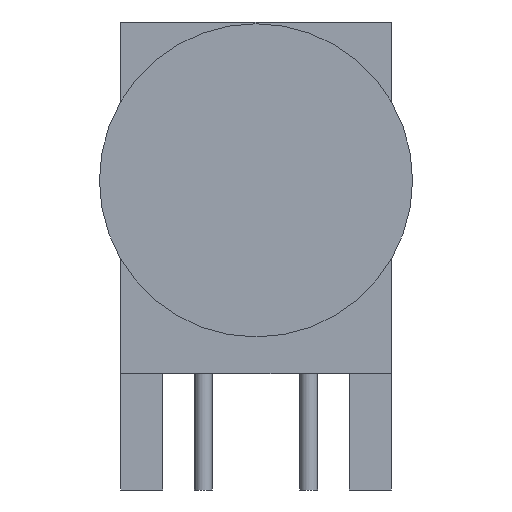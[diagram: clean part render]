
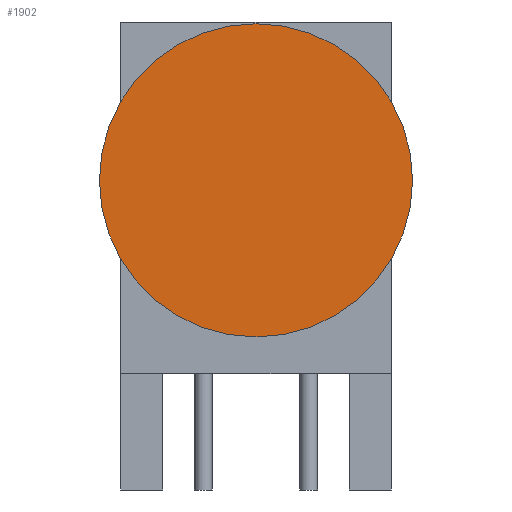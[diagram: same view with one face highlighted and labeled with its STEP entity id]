
A CAD part, front view. The second image highlights one B-rep face of the part: STEP entity #1902.
In plain terms, the highlighted planar face has unit normal (0, -1, 0).
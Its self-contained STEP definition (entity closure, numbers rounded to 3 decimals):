
#1856 = VERTEX_POINT('',#1857);
#1857 = CARTESIAN_POINT('',(4.45,-23.6,5.5));
#1863 = EDGE_CURVE('',#1856,#1856,#1864,.T.);
#1864 = CIRCLE('',#1865,4.45);
#1865 = AXIS2_PLACEMENT_3D('',#1866,#1867,#1868);
#1866 = CARTESIAN_POINT('',(0.,-23.6,5.5));
#1867 = DIRECTION('',(0.,-1.,0.));
#1868 = DIRECTION('',(1.,0.,0.));
#1902 = ADVANCED_FACE('',(#1903),#1906,.T.);
#1903 = FACE_BOUND('',#1904,.T.);
#1904 = EDGE_LOOP('',(#1905));
#1905 = ORIENTED_EDGE('',*,*,#1863,.T.);
#1906 = PLANE('',#1907);
#1907 = AXIS2_PLACEMENT_3D('',#1908,#1909,#1910);
#1908 = CARTESIAN_POINT('',(0.,-23.6,5.5));
#1909 = DIRECTION('',(0.,-1.,0.));
#1910 = DIRECTION('',(0.,0.,-1.));
